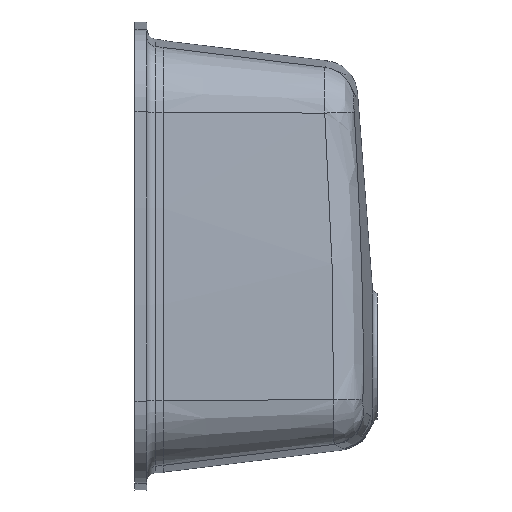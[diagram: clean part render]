
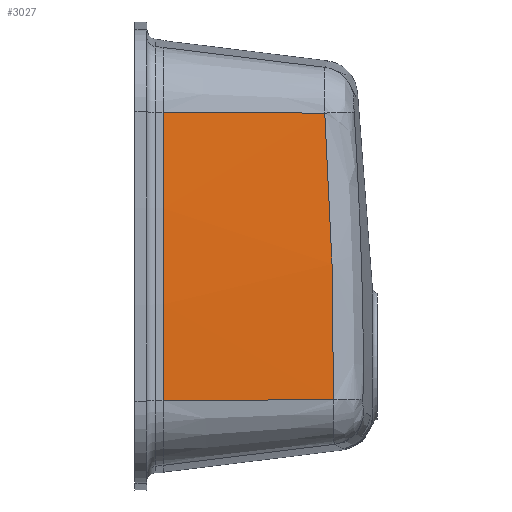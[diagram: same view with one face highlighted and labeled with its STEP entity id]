
A CAD part, left-side view. The second image highlights one B-rep face of the part: STEP entity #3027.
In plain terms, the highlighted conical face has half-angle 7 degrees and reference radius 3291.5 mm.
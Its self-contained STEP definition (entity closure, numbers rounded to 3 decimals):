
#348 = B_SPLINE_CURVE_WITH_KNOTS ( 'NONE', 3,
 ( #3409, #6537, #9650, #4971, #1880, #5750, #8125, #1777, #8062, #7222, #9684, #6510, #7998, #8879 ),
 .UNSPECIFIED., .F., .F.,
 ( 4, 2, 2, 2, 2, 2, 4 ),
 ( 0., 0.036, 0.073, 0.145, 0.182, 0.218, 0.291 ),
 .UNSPECIFIED. ) ;
#349 = FACE_OUTER_BOUND ( 'NONE', #8038, .T. ) ;
#485 = CARTESIAN_POINT ( 'NONE',  ( -187.82, 198.83, 146.201 ) ) ;
#707 = EDGE_CURVE ( 'NONE', #2476, #8396, #1757, .T. ) ;
#1087 = VERTEX_POINT ( 'NONE', #4287 ) ;
#1478 = LINE ( 'NONE', #5894, #9563 ) ;
#1757 = CIRCLE ( 'NONE', #5245, 3290.417 ) ;
#1777 = CARTESIAN_POINT ( 'NONE',  ( -170.114, 28.171, 12.177 ) ) ;
#1880 = CARTESIAN_POINT ( 'NONE',  ( -168.743, 25.755, -84.693 ) ) ;
#2476 = VERTEX_POINT ( 'NONE', #7134 ) ;
#2918 = ORIENTED_EDGE ( 'NONE', *, *, #7448, .T. ) ;
#3027 = ADVANCED_FACE ( 'NONE', ( #349 ), #9184, .T. ) ;
#3061 = DIRECTION ( 'NONE',  ( 0., 0., 1. ) ) ;
#3250 = CARTESIAN_POINT ( 'NONE',  ( -188.9, 207.638, -146.239 ) ) ;
#3382 = DIRECTION ( 'NONE',  ( 0.122, -0.993, 0.005 ) ) ;
#3409 = CARTESIAN_POINT ( 'NONE',  ( -166.61, 25.922, -145.247 ) ) ;
#3602 = EDGE_CURVE ( 'NONE', #8396, #9768, #1478, .T. ) ;
#3753 = CARTESIAN_POINT ( 'NONE',  ( 3099.348, 198.83, 0.005 ) ) ;
#4287 = CARTESIAN_POINT ( 'NONE',  ( -166.61, 25.922, -145.247 ) ) ;
#4865 = ORIENTED_EDGE ( 'NONE', *, *, #7716, .T. ) ;
#4971 = CARTESIAN_POINT ( 'NONE',  ( -168.397, 25.673, -96.803 ) ) ;
#5231 = ORIENTED_EDGE ( 'NONE', *, *, #707, .F. ) ;
#5245 = AXIS2_PLACEMENT_3D ( 'NONE', #3753, #5283, #6090 ) ;
#5272 = DIRECTION ( 'NONE',  ( 0., 1., 0. ) ) ;
#5283 = DIRECTION ( 'NONE',  ( 0., 1., 0. ) ) ;
#5694 = VECTOR ( 'NONE', #3382, 1000. ) ;
#5750 = CARTESIAN_POINT ( 'NONE',  ( -169.609, 26.239, -48.364 ) ) ;
#5894 = CARTESIAN_POINT ( 'NONE',  ( -188.9, 207.638, 146.249 ) ) ;
#6090 = DIRECTION ( 'NONE',  ( 0., 0., 1. ) ) ;
#6187 = LINE ( 'NONE', #3250, #5694 ) ;
#6510 = CARTESIAN_POINT ( 'NONE',  ( -169.248, 32.086, 96.924 ) ) ;
#6537 = CARTESIAN_POINT ( 'NONE',  ( -167.129, 25.759, -133.135 ) ) ;
#6701 = CARTESIAN_POINT ( 'NONE',  ( -167.701, 34.815, 145.306 ) ) ;
#7134 = CARTESIAN_POINT ( 'NONE',  ( -187.82, 198.83, -146.191 ) ) ;
#7222 = CARTESIAN_POINT ( 'NONE',  ( -169.967, 29.711, 48.502 ) ) ;
#7346 = AXIS2_PLACEMENT_3D ( 'NONE', #8324, #5272, #3061 ) ;
#7415 = ORIENTED_EDGE ( 'NONE', *, *, #3602, .F. ) ;
#7448 = EDGE_CURVE ( 'NONE', #2476, #1087, #6187, .T. ) ;
#7716 = EDGE_CURVE ( 'NONE', #1087, #9768, #348, .T. ) ;
#7998 = CARTESIAN_POINT ( 'NONE',  ( -168.605, 33.415, 121.12 ) ) ;
#8038 = EDGE_LOOP ( 'NONE', ( #2918, #4865, #7415, #5231 ) ) ;
#8062 = CARTESIAN_POINT ( 'NONE',  ( -170.107, 28.656, 24.285 ) ) ;
#8125 = CARTESIAN_POINT ( 'NONE',  ( -169.957, 26.879, -24.147 ) ) ;
#8324 = CARTESIAN_POINT ( 'NONE',  ( 3099.348, 207.638, 0.005 ) ) ;
#8396 = VERTEX_POINT ( 'NONE', #485 ) ;
#8879 = CARTESIAN_POINT ( 'NONE',  ( -167.701, 34.815, 145.306 ) ) ;
#9184 = CONICAL_SURFACE ( 'NONE', #7346, 3291.499, 0.122 ) ;
#9563 = VECTOR ( 'NONE', #9724, 1000. ) ;
#9650 = CARTESIAN_POINT ( 'NONE',  ( -167.59, 25.675, -121.024 ) ) ;
#9684 = CARTESIAN_POINT ( 'NONE',  ( -169.834, 30.281, 60.611 ) ) ;
#9724 = DIRECTION ( 'NONE',  ( 0.122, -0.993, -0.005 ) ) ;
#9768 = VERTEX_POINT ( 'NONE', #6701 ) ;
